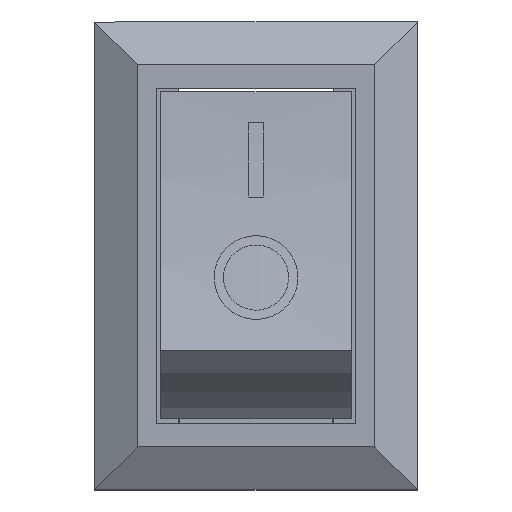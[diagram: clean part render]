
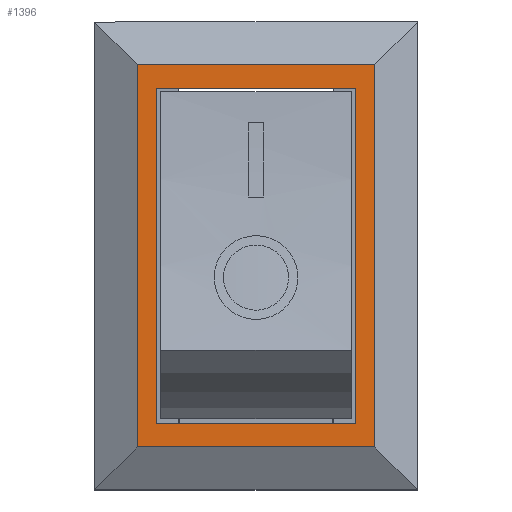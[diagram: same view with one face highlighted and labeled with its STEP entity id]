
A CAD part, top view. The second image highlights one B-rep face of the part: STEP entity #1396.
In plain terms, the highlighted planar face has unit normal (0, 0, 1).
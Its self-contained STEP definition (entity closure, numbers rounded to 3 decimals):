
#805 = CARTESIAN_POINT ( 'NONE',  ( 0., 0., 0. ) ) ;
#943 = VECTOR ( 'NONE', #12151, 1000. ) ;
#1396 = ADVANCED_FACE ( 'NONE', ( #14751, #13053 ), #22287, .T. ) ;
#2430 = CARTESIAN_POINT ( 'NONE',  ( -3.215, -5.4, 0. ) ) ;
#2475 = CARTESIAN_POINT ( 'NONE',  ( -3.215, 5.4, 0. ) ) ;
#2494 = VECTOR ( 'NONE', #8095, 1000. ) ;
#2750 = DIRECTION ( 'NONE',  ( -1., 0., 0. ) ) ;
#2796 = VECTOR ( 'NONE', #17765, 1000. ) ;
#3655 = DIRECTION ( 'NONE',  ( 0., -1., 0. ) ) ;
#4489 = CARTESIAN_POINT ( 'NONE',  ( -3.824, 0., 0. ) ) ;
#4813 = VERTEX_POINT ( 'NONE', #8072 ) ;
#4856 = LINE ( 'NONE', #17942, #19087 ) ;
#5508 = EDGE_CURVE ( 'NONE', #11704, #14893, #12015, .T. ) ;
#6076 = CARTESIAN_POINT ( 'NONE',  ( 0., 6.164, 0. ) ) ;
#6424 = ORIENTED_EDGE ( 'NONE', *, *, #22991, .T. ) ;
#6658 = LINE ( 'NONE', #20397, #9996 ) ;
#6796 = VERTEX_POINT ( 'NONE', #16860 ) ;
#6985 = VERTEX_POINT ( 'NONE', #22685 ) ;
#7634 = CARTESIAN_POINT ( 'NONE',  ( 3.215, -5.4, 0. ) ) ;
#7903 = DIRECTION ( 'NONE',  ( 1., 0., 0. ) ) ;
#8072 = CARTESIAN_POINT ( 'NONE',  ( 3.824, -6.164, 0. ) ) ;
#8095 = DIRECTION ( 'NONE',  ( 0., -1., 0. ) ) ;
#8271 = CARTESIAN_POINT ( 'NONE',  ( 0., -6.164, 0. ) ) ;
#9296 = DIRECTION ( 'NONE',  ( 0., 1., 0. ) ) ;
#9505 = CARTESIAN_POINT ( 'NONE',  ( 3.215, 5.4, 0. ) ) ;
#9996 = VECTOR ( 'NONE', #15126, 1000. ) ;
#10067 = VECTOR ( 'NONE', #11421, 1000. ) ;
#10233 = EDGE_LOOP ( 'NONE', ( #10377, #15528, #6424, #16203 ) ) ;
#10377 = ORIENTED_EDGE ( 'NONE', *, *, #5508, .T. ) ;
#11125 = EDGE_LOOP ( 'NONE', ( #20823, #22331, #17783, #15786 ) ) ;
#11199 = LINE ( 'NONE', #7634, #10067 ) ;
#11257 = VERTEX_POINT ( 'NONE', #9505 ) ;
#11421 = DIRECTION ( 'NONE',  ( 1., 0., 0. ) ) ;
#11704 = VERTEX_POINT ( 'NONE', #17368 ) ;
#12015 = LINE ( 'NONE', #4489, #2494 ) ;
#12122 = VERTEX_POINT ( 'NONE', #2475 ) ;
#12151 = DIRECTION ( 'NONE',  ( 1., 0., 0. ) ) ;
#12448 = LINE ( 'NONE', #8271, #943 ) ;
#12512 = CARTESIAN_POINT ( 'NONE',  ( -3.215, 5.4, 0. ) ) ;
#13053 = FACE_BOUND ( 'NONE', #11125, .T. ) ;
#13314 = EDGE_CURVE ( 'NONE', #12122, #16984, #17913, .T. ) ;
#13346 = DIRECTION ( 'NONE',  ( 0., 0., 1. ) ) ;
#14751 = FACE_OUTER_BOUND ( 'NONE', #10233, .T. ) ;
#14893 = VERTEX_POINT ( 'NONE', #21406 ) ;
#15126 = DIRECTION ( 'NONE',  ( 0., 1., 0. ) ) ;
#15528 = ORIENTED_EDGE ( 'NONE', *, *, #22388, .T. ) ;
#15786 = ORIENTED_EDGE ( 'NONE', *, *, #19911, .F. ) ;
#16203 = ORIENTED_EDGE ( 'NONE', *, *, #17759, .T. ) ;
#16482 = VECTOR ( 'NONE', #2750, 1000. ) ;
#16860 = CARTESIAN_POINT ( 'NONE',  ( 3.824, 6.164, 0. ) ) ;
#16984 = VERTEX_POINT ( 'NONE', #2430 ) ;
#17075 = LINE ( 'NONE', #19552, #2796 ) ;
#17368 = CARTESIAN_POINT ( 'NONE',  ( -3.824, 6.164, 0. ) ) ;
#17590 = LINE ( 'NONE', #6076, #16482 ) ;
#17642 = VECTOR ( 'NONE', #3655, 1000. ) ;
#17759 = EDGE_CURVE ( 'NONE', #6796, #11704, #17590, .T. ) ;
#17765 = DIRECTION ( 'NONE',  ( -1., 0., 0. ) ) ;
#17783 = ORIENTED_EDGE ( 'NONE', *, *, #18235, .F. ) ;
#17913 = LINE ( 'NONE', #12512, #17642 ) ;
#17942 = CARTESIAN_POINT ( 'NONE',  ( 3.824, 0., 0. ) ) ;
#18235 = EDGE_CURVE ( 'NONE', #6985, #11257, #6658, .T. ) ;
#19087 = VECTOR ( 'NONE', #9296, 1000. ) ;
#19552 = CARTESIAN_POINT ( 'NONE',  ( 3.215, 5.4, 0. ) ) ;
#19911 = EDGE_CURVE ( 'NONE', #16984, #6985, #11199, .T. ) ;
#20397 = CARTESIAN_POINT ( 'NONE',  ( 3.215, 5.4, 0. ) ) ;
#20823 = ORIENTED_EDGE ( 'NONE', *, *, #13314, .F. ) ;
#21175 = EDGE_CURVE ( 'NONE', #11257, #12122, #17075, .T. ) ;
#21406 = CARTESIAN_POINT ( 'NONE',  ( -3.824, -6.164, 0. ) ) ;
#22111 = AXIS2_PLACEMENT_3D ( 'NONE', #805, #13346, #7903 ) ;
#22287 = PLANE ( 'NONE',  #22111 ) ;
#22331 = ORIENTED_EDGE ( 'NONE', *, *, #21175, .F. ) ;
#22388 = EDGE_CURVE ( 'NONE', #14893, #4813, #12448, .T. ) ;
#22685 = CARTESIAN_POINT ( 'NONE',  ( 3.215, -5.4, 0. ) ) ;
#22991 = EDGE_CURVE ( 'NONE', #4813, #6796, #4856, .T. ) ;
